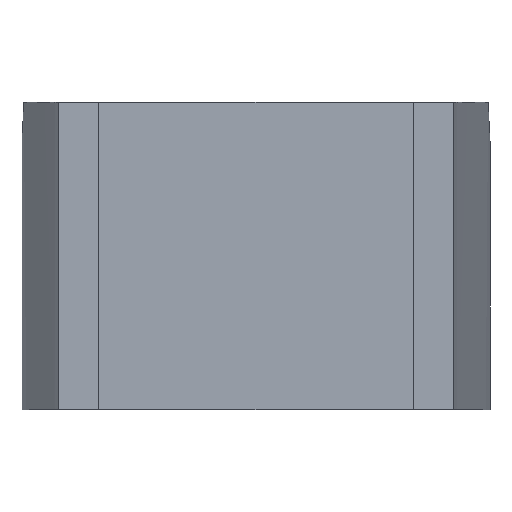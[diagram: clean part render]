
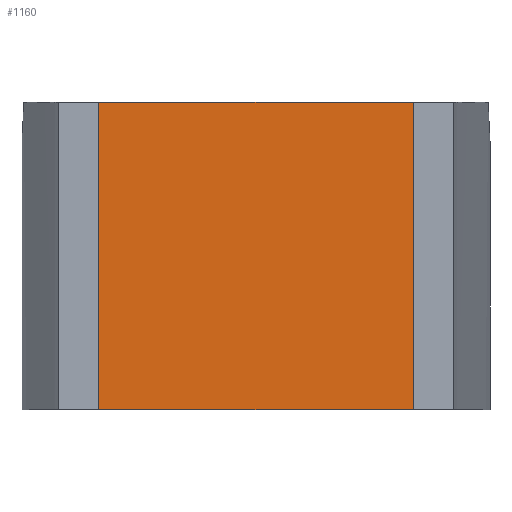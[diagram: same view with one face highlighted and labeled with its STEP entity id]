
A CAD part, front view. The second image highlights one B-rep face of the part: STEP entity #1160.
In plain terms, the highlighted planar face has unit normal (0, -1, 0).
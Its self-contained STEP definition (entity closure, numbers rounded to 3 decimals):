
#100=PLANE('',#1270);
#154=FACE_OUTER_BOUND('',#220,.T.);
#220=EDGE_LOOP('',(#1087,#1088,#1089,#1090));
#263=LINE('',#1897,#353);
#286=LINE('',#2060,#376);
#306=LINE('',#2237,#396);
#310=LINE('',#2244,#400);
#353=VECTOR('',#1407,10.);
#376=VECTOR('',#1474,10.);
#396=VECTOR('',#1544,10.);
#400=VECTOR('',#1552,10.);
#506=VERTEX_POINT('',#1894);
#507=VERTEX_POINT('',#1896);
#540=VERTEX_POINT('',#2058);
#561=VERTEX_POINT('',#2236);
#648=EDGE_CURVE('',#506,#507,#263,.T.);
#694=EDGE_CURVE('',#540,#506,#286,.T.);
#734=EDGE_CURVE('',#561,#507,#306,.T.);
#738=EDGE_CURVE('',#540,#561,#310,.T.);
#1087=ORIENTED_EDGE('',*,*,#694,.F.);
#1088=ORIENTED_EDGE('',*,*,#738,.T.);
#1089=ORIENTED_EDGE('',*,*,#734,.T.);
#1090=ORIENTED_EDGE('',*,*,#648,.F.);
#1160=ADVANCED_FACE('',(#154),#100,.T.);
#1270=AXIS2_PLACEMENT_3D('',#2245,#1553,#1554);
#1407=DIRECTION('',(0.,0.,1.));
#1474=DIRECTION('',(-1.,0.,0.));
#1544=DIRECTION('',(-1.,0.,0.));
#1552=DIRECTION('',(0.,0.,1.));
#1553=DIRECTION('center_axis',(0.,-1.,0.));
#1554=DIRECTION('ref_axis',(1.,0.,0.));
#1894=CARTESIAN_POINT('',(-11.75,-67.046,0.));
#1896=CARTESIAN_POINT('',(-11.75,-67.046,23.));
#1897=CARTESIAN_POINT('',(-11.75,-67.046,0.));
#2058=CARTESIAN_POINT('',(11.75,-67.046,0.));
#2060=CARTESIAN_POINT('',(0.,-67.046,0.));
#2236=CARTESIAN_POINT('',(11.75,-67.046,23.));
#2237=CARTESIAN_POINT('',(0.,-67.046,23.));
#2244=CARTESIAN_POINT('',(11.75,-67.046,0.));
#2245=CARTESIAN_POINT('Origin',(0.,-67.046,
0.));
